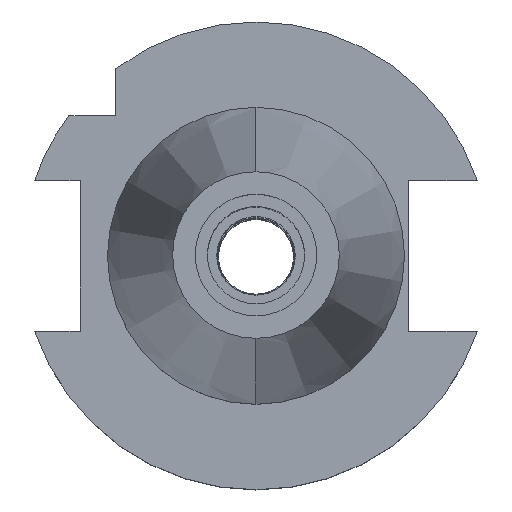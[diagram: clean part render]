
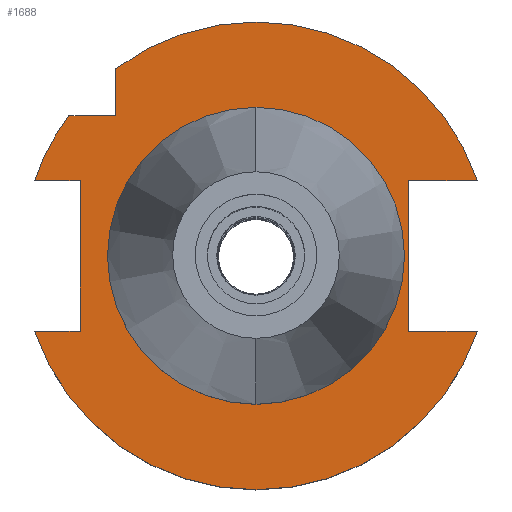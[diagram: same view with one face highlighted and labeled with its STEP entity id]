
A CAD part, top view. The second image highlights one B-rep face of the part: STEP entity #1688.
In plain terms, the highlighted planar face has unit normal (0, 0, 1).
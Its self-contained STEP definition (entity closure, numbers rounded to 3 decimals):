
#121=DIRECTION('',(0.,1.,0.));
#122=VECTOR('',#121,5.);
#123=CARTESIAN_POINT('',(-15.,15.,-3.2));
#124=LINE('',#123,#122);
#128=CARTESIAN_POINT('',(0.,0.,-3.2));
#129=DIRECTION('',(0.,0.,-1.));
#130=DIRECTION('',(-0.6,0.8,0.));
#131=AXIS2_PLACEMENT_3D('',#128,#129,#130);
#136=CARTESIAN_POINT('',(0.,0.,-3.2));
#137=DIRECTION('',(0.,0.,-1.));
#138=DIRECTION('',(0.,1.,0.));
#139=AXIS2_PLACEMENT_3D('',#136,#137,#138);
#144=DIRECTION('',(0.,-1.,0.));
#145=VECTOR('',#144,16.1);
#146=CARTESIAN_POINT('',(16.3,8.05,-3.2));
#147=LINE('',#146,#145);
#151=DIRECTION('',(1.,0.,0.));
#152=VECTOR('',#151,7.368);
#153=CARTESIAN_POINT('',(16.3,-8.05,-3.2));
#154=LINE('',#153,#152);
#158=CARTESIAN_POINT('',(0.,0.,-3.2));
#159=DIRECTION('',(0.,0.,-1.));
#160=DIRECTION('',(0.947,-0.322,0.));
#161=AXIS2_PLACEMENT_3D('',#158,#159,#160);
#166=CARTESIAN_POINT('',(0.,0.,-3.2));
#167=DIRECTION('',(0.,0.,-1.));
#168=DIRECTION('',(0.,-1.,0.));
#169=AXIS2_PLACEMENT_3D('',#166,#167,#168);
#174=DIRECTION('',(-1.,0.,0.));
#175=VECTOR('',#174,4.868);
#176=CARTESIAN_POINT('',(-18.8,8.05,-3.2));
#177=LINE('',#176,#175);
#181=CARTESIAN_POINT('',(0.,0.,-3.2));
#182=DIRECTION('',(0.,0.,-1.));
#183=DIRECTION('',(-0.947,0.322,0.));
#184=AXIS2_PLACEMENT_3D('',#181,#182,#183);
#189=CARTESIAN_POINT('',(0.,0.,-3.2));
#190=DIRECTION('',(0.,0.,1.));
#191=DIRECTION('',(0.,-1.,0.));
#192=AXIS2_PLACEMENT_3D('',#189,#190,#191);
#197=CARTESIAN_POINT('',(0.,0.,-3.2));
#198=DIRECTION('',(0.,0.,1.));
#199=DIRECTION('',(0.,1.,0.));
#200=AXIS2_PLACEMENT_3D('',#197,#198,#199);
#328=DIRECTION('',(-1.,0.,0.));
#329=VECTOR('',#328,5.);
#330=CARTESIAN_POINT('',(-15.,15.,-3.2));
#331=LINE('',#330,#329);
#507=DIRECTION('',(0.,-1.,0.));
#508=VECTOR('',#507,16.1);
#509=CARTESIAN_POINT('',(-18.8,8.05,-3.2));
#510=LINE('',#509,#508);
#521=DIRECTION('',(-1.,0.,0.));
#522=VECTOR('',#521,4.868);
#523=CARTESIAN_POINT('',(-18.8,-8.05,-3.2));
#524=LINE('',#523,#522);
#769=DIRECTION('',(1.,0.,0.));
#770=VECTOR('',#769,7.368);
#771=CARTESIAN_POINT('',(16.3,8.05,-3.2));
#772=LINE('',#771,#770);
#1432=CARTESIAN_POINT('',(16.3,-8.05,-3.2));
#1433=VERTEX_POINT('',#1432);
#1434=CARTESIAN_POINT('',(16.3,8.05,-3.2));
#1435=VERTEX_POINT('',#1434);
#1470=CARTESIAN_POINT('',(-15.,20.,-3.2));
#1471=VERTEX_POINT('',#1470);
#1472=CARTESIAN_POINT('',(-15.,15.,-3.2));
#1473=VERTEX_POINT('',#1472);
#1488=CARTESIAN_POINT('',(-18.8,-8.05,-3.2));
#1489=VERTEX_POINT('',#1488);
#1490=CARTESIAN_POINT('',(-23.668,-8.05,-3.2));
#1491=VERTEX_POINT('',#1490);
#1501=CARTESIAN_POINT('',(-18.8,8.05,-3.2));
#1502=VERTEX_POINT('',#1501);
#1511=CARTESIAN_POINT('',(-23.668,8.05,-3.2));
#1512=VERTEX_POINT('',#1511);
#1559=CARTESIAN_POINT('',(0.,-25.,-3.2));
#1560=VERTEX_POINT('',#1559);
#1561=CARTESIAN_POINT('',(23.668,-8.05,-3.2));
#1562=VERTEX_POINT('',#1561);
#1563=CARTESIAN_POINT('',(23.668,8.05,-3.2));
#1564=VERTEX_POINT('',#1563);
#1565=CARTESIAN_POINT('',(0.,25.,-3.2));
#1566=VERTEX_POINT('',#1565);
#1567=CARTESIAN_POINT('',(-20.,15.,-3.2));
#1568=VERTEX_POINT('',#1567);
#1569=CARTESIAN_POINT('',(0.,-15.875,-3.2));
#1570=CARTESIAN_POINT('',(0.,15.875,-3.2));
#1571=VERTEX_POINT('',#1569);
#1572=VERTEX_POINT('',#1570);
#1651=CARTESIAN_POINT('',(0.,0.,-3.2));
#1652=DIRECTION('',(0.,0.,-1.));
#1653=DIRECTION('',(0.,-1.,0.));
#1654=AXIS2_PLACEMENT_3D('',#1651,#1652,#1653);
#1655=PLANE('',#1654);
#1657=ORIENTED_EDGE('',*,*,#1656,.T.);
#1659=ORIENTED_EDGE('',*,*,#1658,.T.);
#1661=ORIENTED_EDGE('',*,*,#1660,.T.);
#1663=ORIENTED_EDGE('',*,*,#1662,.F.);
#1665=ORIENTED_EDGE('',*,*,#1664,.T.);
#1667=ORIENTED_EDGE('',*,*,#1666,.T.);
#1669=ORIENTED_EDGE('',*,*,#1668,.T.);
#1671=ORIENTED_EDGE('',*,*,#1670,.T.);
#1673=ORIENTED_EDGE('',*,*,#1672,.F.);
#1675=ORIENTED_EDGE('',*,*,#1674,.F.);
#1677=ORIENTED_EDGE('',*,*,#1676,.T.);
#1679=ORIENTED_EDGE('',*,*,#1678,.T.);
#1681=ORIENTED_EDGE('',*,*,#1680,.F.);
#1682=EDGE_LOOP('',(#1657,#1659,#1661,#1663,#1665,#1667,#1669,#1671,#1673,#1675,
#1677,#1679,#1681));
#1683=FACE_OUTER_BOUND('',#1682,.F.);
#1684=ORIENTED_EDGE('',*,*,#1630,.T.);
#1685=ORIENTED_EDGE('',*,*,#1646,.T.);
#1686=EDGE_LOOP('',(#1684,#1685));
#1687=FACE_BOUND('',#1686,.F.);
#132=CIRCLE('',#131,25.);
#140=CIRCLE('',#139,25.);
#162=CIRCLE('',#161,25.);
#170=CIRCLE('',#169,25.);
#185=CIRCLE('',#184,25.);
#193=CIRCLE('',#192,15.875);
#201=CIRCLE('',#200,15.875);
#1630=EDGE_CURVE('',#1571,#1572,#193,.T.);
#1646=EDGE_CURVE('',#1572,#1571,#201,.T.);
#1656=EDGE_CURVE('',#1473,#1471,#124,.T.);
#1658=EDGE_CURVE('',#1471,#1566,#132,.T.);
#1660=EDGE_CURVE('',#1566,#1564,#140,.T.);
#1662=EDGE_CURVE('',#1435,#1564,#772,.T.);
#1664=EDGE_CURVE('',#1435,#1433,#147,.T.);
#1666=EDGE_CURVE('',#1433,#1562,#154,.T.);
#1668=EDGE_CURVE('',#1562,#1560,#162,.T.);
#1670=EDGE_CURVE('',#1560,#1491,#170,.T.);
#1672=EDGE_CURVE('',#1489,#1491,#524,.T.);
#1674=EDGE_CURVE('',#1502,#1489,#510,.T.);
#1676=EDGE_CURVE('',#1502,#1512,#177,.T.);
#1678=EDGE_CURVE('',#1512,#1568,#185,.T.);
#1680=EDGE_CURVE('',#1473,#1568,#331,.T.);
#1688=ADVANCED_FACE('',(#1683,#1687),#1655,.F.);
